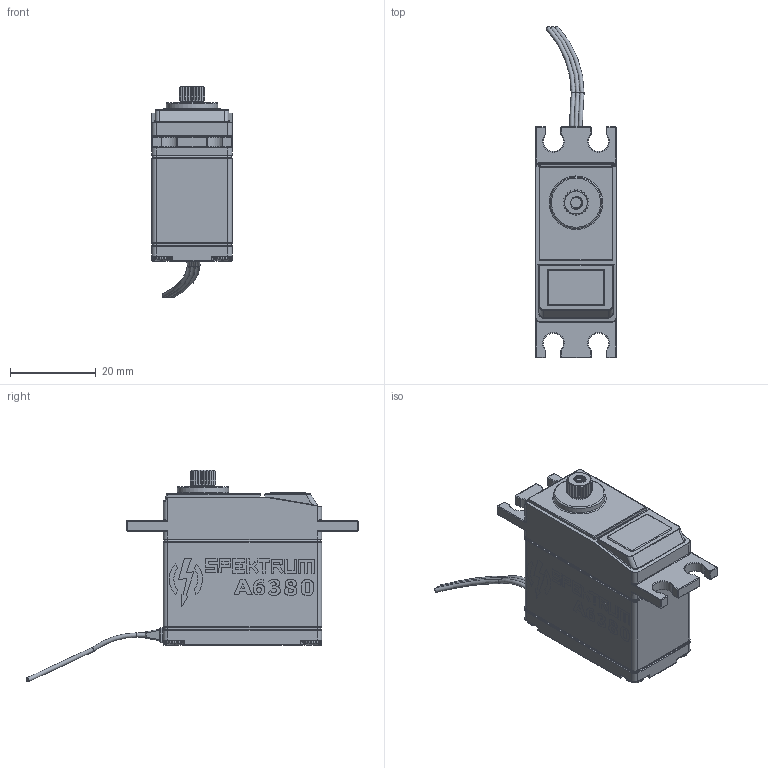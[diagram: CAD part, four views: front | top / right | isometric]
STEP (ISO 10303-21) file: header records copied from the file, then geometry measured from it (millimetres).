
FILE_DESCRIPTION(('FreeCAD Model'),'2;1');
FILE_NAME('Open CASCADE Shape Model','2025-05-02T14:26:35',('FreeCAD'),( 'FreeCAD'),'Open CASCADE STEP processor 7.6','FreeCAD','Unknown');
FILE_SCHEMA(('AUTOMOTIVE_DESIGN { 1 0 10303 214 1 1 1 1 }'));
Products named in the file (1): Open CASCADE STEP translator 7.6 1
Bounding box: 18.81 x 77.58 x 49.5 mm (x, y, z)
Volume: 25328.5 mm3; surface area: 13060.2 mm2
Topology: 14 solids, 14 shells, 1408 faces, 3718 edges, 2385 vertices
Faces by surface type: plane 583, cylinder 377, bspline 270, cone 78, torus 72, sphere 28
Full cylindrical faces by diameter (mm): 1 x3, 1.438 x40, 1.5 x4, 2.5 x40, 2.529 x16, 3.086 x8, 4.375 x4, 5.25 x2, 12 x1
Entity records: 62309 total; most frequent: CARTESIAN_POINT 30479, ORIENTED_EDGE 7420, DIRECTION 5411, EDGE_CURVE 3710, VERTEX_POINT 2385, LINE 1893, VECTOR 1893, AXIS2_PLACEMENT_3D 1759
